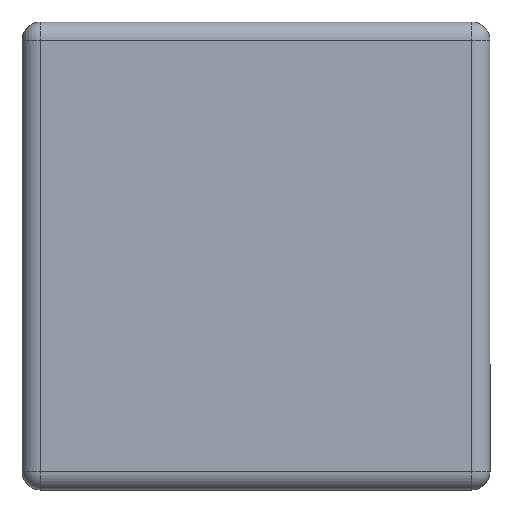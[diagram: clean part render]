
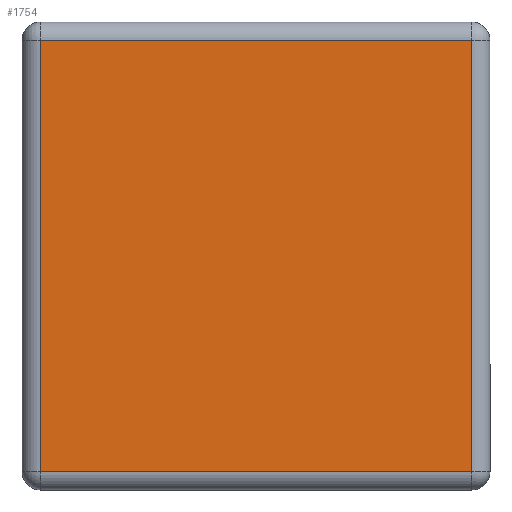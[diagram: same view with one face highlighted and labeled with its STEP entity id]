
A CAD part, left-side view. The second image highlights one B-rep face of the part: STEP entity #1754.
In plain terms, the highlighted planar face has unit normal (-1, 0, 0).
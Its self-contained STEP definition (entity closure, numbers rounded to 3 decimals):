
#6 = FACE_OUTER_BOUND ( 'NONE', #419, .T. ) ;
#131 = LINE ( 'NONE', #732, #5668 ) ;
#388 = DIRECTION ( 'NONE',  ( 0., 1., 0. ) ) ;
#419 = EDGE_LOOP ( 'NONE', ( #1790, #7983, #3054, #1299 ) ) ;
#454 = AXIS2_PLACEMENT_3D ( 'NONE', #6844, #5576, #649 ) ;
#649 = DIRECTION ( 'NONE',  ( 0., 0., -1. ) ) ;
#732 = CARTESIAN_POINT ( 'NONE',  ( -1., -0.595, 0. ) ) ;
#1299 = ORIENTED_EDGE ( 'NONE', *, *, #4092, .F. ) ;
#1311 = DIRECTION ( 'NONE',  ( 0., 0., 1. ) ) ;
#1494 = VERTEX_POINT ( 'NONE', #2448 ) ;
#1754 = ADVANCED_FACE ( 'NONE', ( #6 ), #4894, .T. ) ;
#1790 = ORIENTED_EDGE ( 'NONE', *, *, #4496, .F. ) ;
#2448 = CARTESIAN_POINT ( 'NONE',  ( -1., -0.595, -0.595 ) ) ;
#2614 = CARTESIAN_POINT ( 'NONE',  ( -1., 0., 0.595 ) ) ;
#2621 = CARTESIAN_POINT ( 'NONE',  ( -1., 0.595, 0. ) ) ;
#3020 = VECTOR ( 'NONE', #388, 1000. ) ;
#3054 = ORIENTED_EDGE ( 'NONE', *, *, #6314, .F. ) ;
#3076 = LINE ( 'NONE', #2621, #7003 ) ;
#3246 = DIRECTION ( 'NONE',  ( 0., 0., -1. ) ) ;
#3276 = CARTESIAN_POINT ( 'NONE',  ( -1., 0.595, -0.595 ) ) ;
#3915 = VERTEX_POINT ( 'NONE', #3276 ) ;
#3958 = LINE ( 'NONE', #2614, #5443 ) ;
#4092 = EDGE_CURVE ( 'NONE', #3915, #6390, #3076, .T. ) ;
#4496 = EDGE_CURVE ( 'NONE', #1494, #3915, #5386, .T. ) ;
#4576 = DIRECTION ( 'NONE',  ( 0., -1., 0. ) ) ;
#4894 = PLANE ( 'NONE',  #454 ) ;
#4944 = CARTESIAN_POINT ( 'NONE',  ( -1., -0.595, 0.595 ) ) ;
#5386 = LINE ( 'NONE', #5955, #3020 ) ;
#5443 = VECTOR ( 'NONE', #4576, 1000. ) ;
#5576 = DIRECTION ( 'NONE',  ( -1., 0., 0. ) ) ;
#5668 = VECTOR ( 'NONE', #3246, 1000. ) ;
#5955 = CARTESIAN_POINT ( 'NONE',  ( -1., 0., -0.595 ) ) ;
#6314 = EDGE_CURVE ( 'NONE', #6390, #6349, #3958, .T. ) ;
#6349 = VERTEX_POINT ( 'NONE', #4944 ) ;
#6390 = VERTEX_POINT ( 'NONE', #7868 ) ;
#6790 = EDGE_CURVE ( 'NONE', #6349, #1494, #131, .T. ) ;
#6844 = CARTESIAN_POINT ( 'NONE',  ( -1., 0., 0. ) ) ;
#7003 = VECTOR ( 'NONE', #1311, 1000. ) ;
#7868 = CARTESIAN_POINT ( 'NONE',  ( -1., 0.595, 0.595 ) ) ;
#7983 = ORIENTED_EDGE ( 'NONE', *, *, #6790, .F. ) ;
